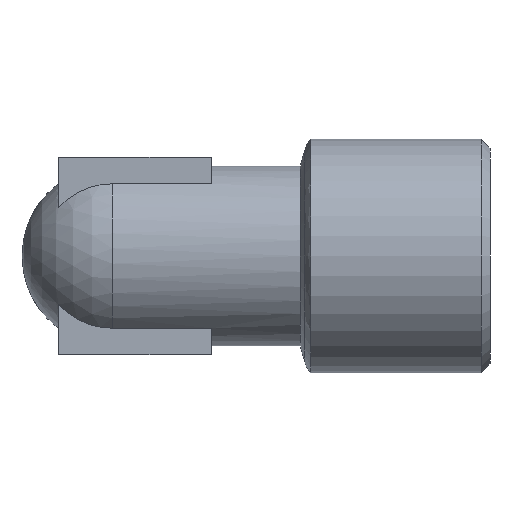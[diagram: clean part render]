
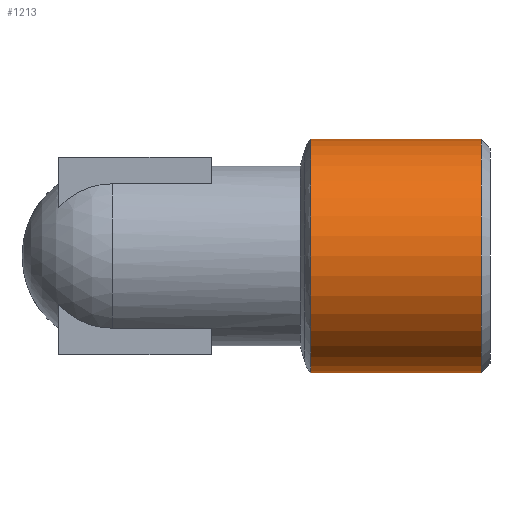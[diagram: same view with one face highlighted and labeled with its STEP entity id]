
A CAD part, left-side view. The second image highlights one B-rep face of the part: STEP entity #1213.
In plain terms, the highlighted cylindrical face has radius 6.5 mm (diameter 13 mm), a partial arc.
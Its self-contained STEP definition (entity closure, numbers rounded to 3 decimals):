
#40 = ORIENTED_EDGE ( 'NONE', *, *, #613, .T. ) ;
#67 = DIRECTION ( 'NONE',  ( 0., -1., 0. ) ) ;
#114 = CARTESIAN_POINT ( 'NONE',  ( 0., 1.5, 0. ) ) ;
#117 = VERTEX_POINT ( 'NONE', #319 ) ;
#120 = DIRECTION ( 'NONE',  ( 0., 1., 0. ) ) ;
#180 = CARTESIAN_POINT ( 'NONE',  ( 0., 1.5, 0. ) ) ;
#239 = DIRECTION ( 'NONE',  ( 0., 0., 1. ) ) ;
#259 = CARTESIAN_POINT ( 'NONE',  ( 0., 1.5, -6.5 ) ) ;
#278 = LINE ( 'NONE', #259, #1280 ) ;
#289 = DIRECTION ( 'NONE',  ( 0., 0., 1. ) ) ;
#319 = CARTESIAN_POINT ( 'NONE',  ( 0., 10.967, 6.5 ) ) ;
#330 = VECTOR ( 'NONE', #560, 1000. ) ;
#332 = VERTEX_POINT ( 'NONE', #1402 ) ;
#417 = DIRECTION ( 'NONE',  ( 0., 1., 0. ) ) ;
#421 = EDGE_LOOP ( 'NONE', ( #576, #40, #947, #668 ) ) ;
#480 = CYLINDRICAL_SURFACE ( 'NONE', #1316, 6.5 ) ;
#499 = VERTEX_POINT ( 'NONE', #770 ) ;
#546 = DIRECTION ( 'NONE',  ( 0., 0., 1. ) ) ;
#560 = DIRECTION ( 'NONE',  ( 0., 1., 0. ) ) ;
#576 = ORIENTED_EDGE ( 'NONE', *, *, #1307, .F. ) ;
#613 = EDGE_CURVE ( 'NONE', #332, #499, #1091, .T. ) ;
#624 = EDGE_CURVE ( 'NONE', #117, #687, #792, .T. ) ;
#668 = ORIENTED_EDGE ( 'NONE', *, *, #624, .T. ) ;
#687 = VERTEX_POINT ( 'NONE', #961 ) ;
#770 = CARTESIAN_POINT ( 'NONE',  ( 0., 1.5, 6.5 ) ) ;
#787 = CARTESIAN_POINT ( 'NONE',  ( 0., 10.967, 0. ) ) ;
#792 = CIRCLE ( 'NONE', #1162, 6.5 ) ;
#947 = ORIENTED_EDGE ( 'NONE', *, *, #1128, .T. ) ;
#961 = CARTESIAN_POINT ( 'NONE',  ( 0., 10.967, -6.5 ) ) ;
#993 = LINE ( 'NONE', #1306, #330 ) ;
#1091 = CIRCLE ( 'NONE', #1337, 6.5 ) ;
#1128 = EDGE_CURVE ( 'NONE', #499, #117, #993, .T. ) ;
#1162 = AXIS2_PLACEMENT_3D ( 'NONE', #787, #67, #546 ) ;
#1213 = ADVANCED_FACE ( 'NONE', ( #1341 ), #480, .T. ) ;
#1280 = VECTOR ( 'NONE', #1363, 1000. ) ;
#1306 = CARTESIAN_POINT ( 'NONE',  ( 0., 1.5, 6.5 ) ) ;
#1307 = EDGE_CURVE ( 'NONE', #332, #687, #278, .T. ) ;
#1316 = AXIS2_PLACEMENT_3D ( 'NONE', #114, #120, #239 ) ;
#1337 = AXIS2_PLACEMENT_3D ( 'NONE', #180, #417, #289 ) ;
#1341 = FACE_OUTER_BOUND ( 'NONE', #421, .T. ) ;
#1363 = DIRECTION ( 'NONE',  ( 0., 1., 0. ) ) ;
#1402 = CARTESIAN_POINT ( 'NONE',  ( 0., 1.5, -6.5 ) ) ;
